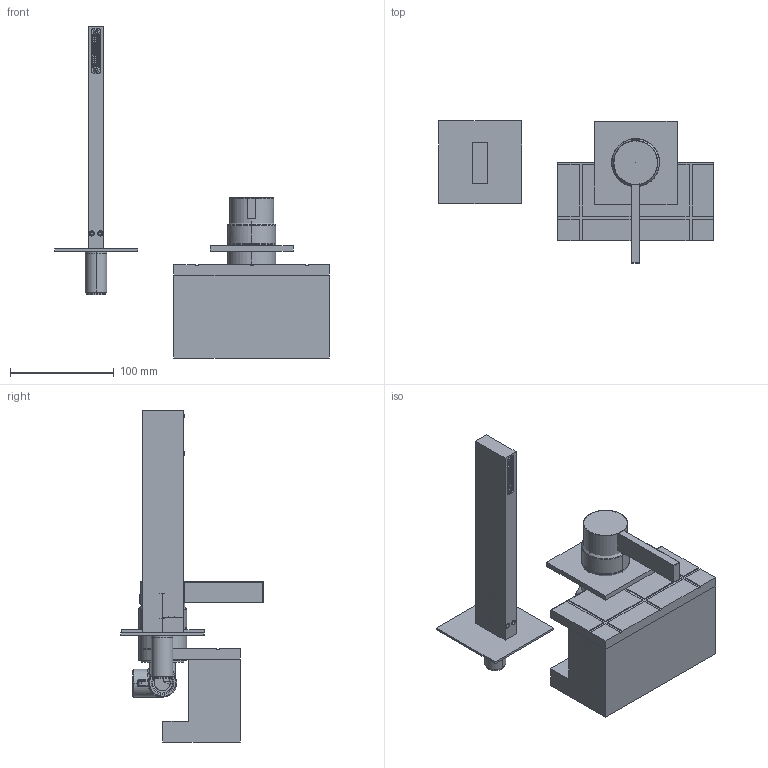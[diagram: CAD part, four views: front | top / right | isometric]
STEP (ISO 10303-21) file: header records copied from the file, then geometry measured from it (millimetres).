
FILE_DESCRIPTION (( 'STEP AP203' ), '1' );
FILE_NAME ('500024vic0_asm.STEP', '2018-09-13T20:20:29', ( '' ), ( '' ), 'SwSTEP 2.0', 'SolidWorks 2015', '' );
FILE_SCHEMA (( 'CONFIG_CONTROL_DESIGN' ));
Length unit declared in the file: millimetre
Products named in the file (56): MURO_INCASSI_1FORO_AF0; 16001126_AF0_ASM; 16001800_ASM; 16000658_ASM; 11000019D_AF0; 10000076; 500024vic0_asm; 02000098_AF0; 06000021_AF1; 04000103; 06000021_AF0; MURO_INCASSI_1FORO_ASM; 16000302_AF0_ASM; 04000036; 16000760_AF0_ASM; 500023VIC0_AF0_ASM; 500031VIC0_ASM; 07010106W_ASM; 12000331_AF0; 10000256; 07010106W_B; 01000418; 12000215_OBSOLETO; 11000019C_AF0; 16001368_ASM; 11000019A_AF0; 16000967_ASM; 03000018_AF0; MURO_INCASSI_PIAST_1FORO_AF0; 16000112_ASM; 500022VIC1_ASM; 10000087; 10000088_AF0; 16000657_ASM; 11000019_AF0_ASM; 300022VIC0_AF0_ASM; 16000007_ASM; 16000193_ASM; 16000746_AF0_ASM; 06000037 ...
Assembly tree (56 placements, depth 7):
  500024vic0_asm
    500031VIC0_ASM
      300022VIC0_AF0_ASM
        16001126_AF0_ASM
          12000331_AF0
          16001368_ASM
            04000036  x2
          10000256
      500023VIC0_AF0_ASM
        16000760_AF0_ASM
          10000088_AF0
        16000746_AF0_ASM
          02000098_AF0
          16000302_AF0_ASM
            11000019_AF0_ASM
              11000019A_AF0
              11000019B_AF0
              11000019C_AF0
              11000019D_AF0
          06000021_AF0
          06000021_AF1
          06000907
          06000907_AF1
          06000037
    800009VIC0_ASM
      300023VIC0_ASM
        16000967_ASM
          01000418
          12000687
        16000007_ASM
          07010106W_ASM
            07010106W_A
            07010106W_B
            07010106W_C
            07010106W_D
        16000112_ASM
          06003501
        10000076
        MURO_INCASSI_1FORO_ASM
          MURO_INCASSI_1FORO_AF0
          MURO_INCASSI_PIAST_1FORO_AF0
      500022VIC1_ASM
        16001800_ASM
          10000087
          04000103
        16000743_OBSOLETO_ASM
          12000215_OBSOLETO
        16000193_ASM
          03000018_AF0
          03000016_AF0
          06020307
          06000107
          16000657_ASM
            06022007
          16000658_ASM
            05002003
Bounding box: 265 x 137.5 x 320.1 mm (x, y, z)
Volume: 834726.8 mm3; surface area: 259846.3 mm2
Topology: 19 solids, 57 shells, 2704 faces, 8102 edges, 5238 vertices
Faces by surface type: plane 1379, cylinder 923, cone 199, bspline 189, torus 14
Entity records: 110574 total; most frequent: CARTESIAN_POINT 30499, ORIENTED_EDGE 15926, DIRECTION 14952, EDGE_CURVE 8014, VERTEX_POINT 5233, AXIS2_PLACEMENT_3D 5007, LINE 4938, VECTOR 4938
